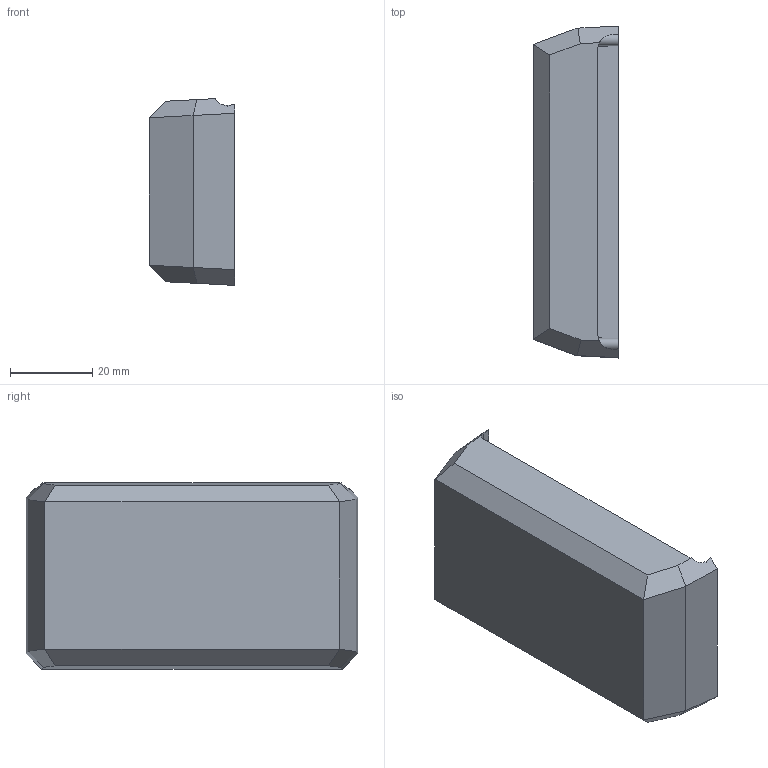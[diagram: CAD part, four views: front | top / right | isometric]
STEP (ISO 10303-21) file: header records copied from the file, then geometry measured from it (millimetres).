
FILE_DESCRIPTION (( 'STEP AP214' ), '1' );
FILE_NAME ('84110 CARRIAGE COVER.STEP', '2019-04-30T11:56:29', ( '' ), ( '' ), 'SwSTEP 2.0', 'SolidWorks 2018', '' );
FILE_SCHEMA (( 'AUTOMOTIVE_DESIGN' ));
Length unit declared in the file: inch
Products named in the file (1): 84110 CARRIAGE COVER
Bounding box: 20.83 x 80.77 x 45.47 mm (x, y, z)
Volume: 14730.5 mm3; surface area: 14769.5 mm2
Topology: 1 solids, 1 shells, 78 faces, 218 edges, 146 vertices
Faces by surface type: plane 62, cylinder 16
Entity records: 2528 total; most frequent: CARTESIAN_POINT 521, ORIENTED_EDGE 436, DIRECTION 378, EDGE_CURVE 218, VECTOR 164, LINE 164, VERTEX_POINT 146, AXIS2_PLACEMENT_3D 107
